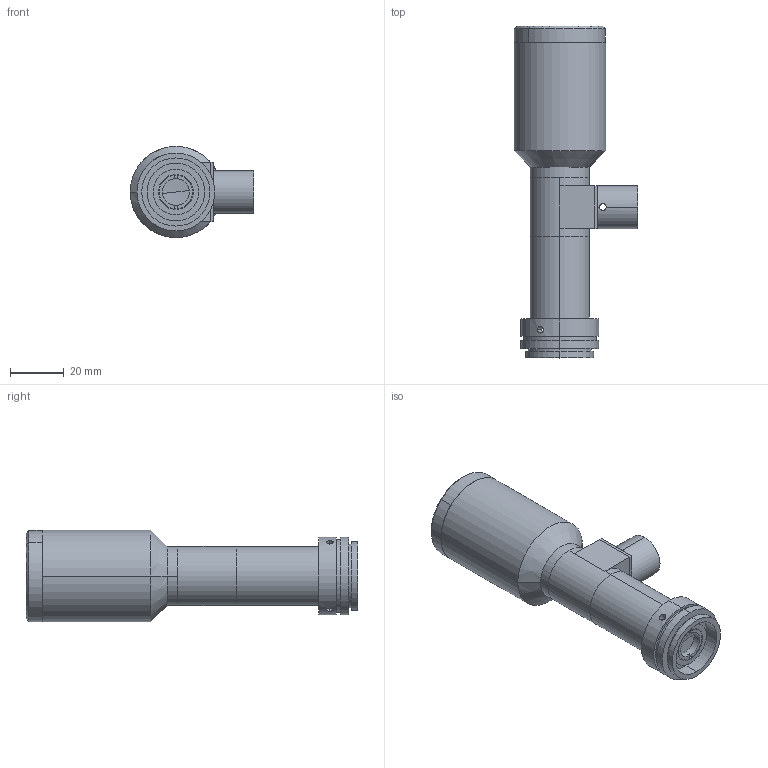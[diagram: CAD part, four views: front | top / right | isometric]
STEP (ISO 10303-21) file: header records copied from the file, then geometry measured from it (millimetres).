
FILE_DESCRIPTION (( 'STEP AP203' ), '1' );
FILE_NAME ('XF-MT08X110D.STEP', '2015-07-30T07:20:30', ( 'Lxtx999.CoM' ), ( 'Lxtx999.CoM' ), 'SwSTEP 2.0', 'SolidWorks 2014', '' );
FILE_SCHEMA (( 'CONFIG_CONTROL_DESIGN' ));
Length unit declared in the file: millimetre
Products named in the file (1): XF-MT08X110D
Bounding box: 46 x 123.59 x 34 mm (x, y, z)
Surface area: 17359.4 mm2 (no closed solid volume)
Topology: 0 solids, 14 shells, 123 faces, 324 edges, 218 vertices
Faces by surface type: cylinder 71, plane 44, sphere 4, cone 4
Entity records: 4274 total; most frequent: CARTESIAN_POINT 1054, DIRECTION 722, ORIENTED_EDGE 560, EDGE_CURVE 324, AXIS2_PLACEMENT_3D 294, VERTEX_POINT 218, CIRCLE 170, EDGE_LOOP 152
